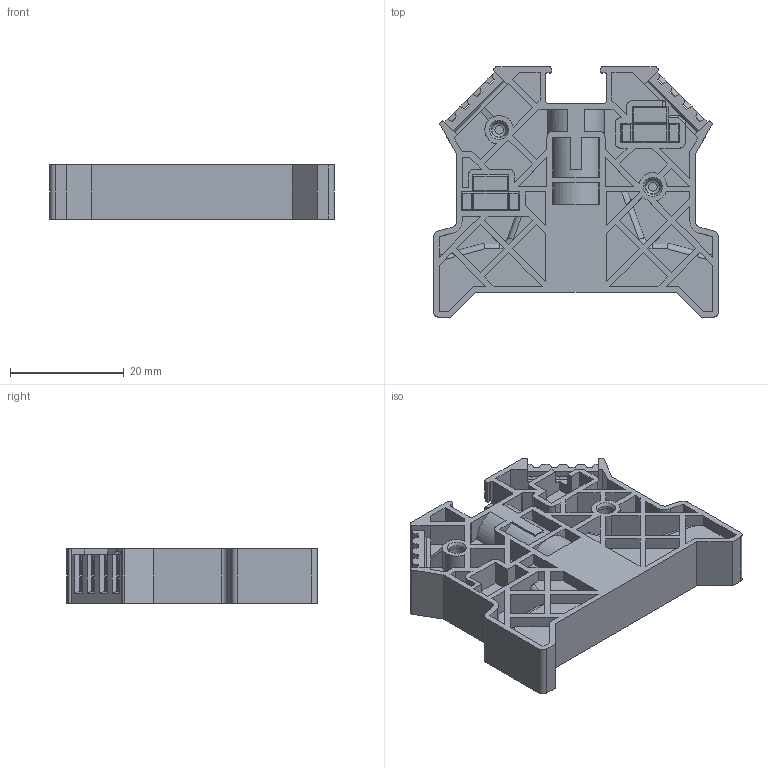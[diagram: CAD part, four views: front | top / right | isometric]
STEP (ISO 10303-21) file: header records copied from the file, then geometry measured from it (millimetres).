
FILE_DESCRIPTION(/* description */ (''),/* implementation_level */ '2;1');
FILE_NAME(/* name */ '2828_0_ES35_K_ST_iso.stp',/* time_stamp */ '2010-08-23T13:07:10+02:00',/* author */ (''),/* organization */ (''),/* preprocessor_version */ 'ST-DEVELOPER v11',/* originating_system */ 'SIEMENS UGS NX 6.0',/* authorisation */ '');
FILE_SCHEMA (('AUTOMOTIVE_DESIGN { 1 0 10303 214 1 1 1 1 }'));
Length unit declared in the file: millimetre
Products named in the file (1): es35_kst_gh
Bounding box: 50 x 44 x 9.5 mm (x, y, z)
Volume: 9220.5 mm3; surface area: 11270.9 mm2
Topology: 1 solids, 1 shells, 816 faces, 2150 edges, 1386 vertices
Faces by surface type: plane 680, cylinder 119, torus 12, cone 4, sphere 1
Full cylindrical faces by diameter (mm): 2.5 x2, 2.75 x2, 2.95 x2, 8 x1
Entity records: 24844 total; most frequent: CARTESIAN_POINT 4686, ORIENTED_EDGE 4262, DIRECTION 3913, EDGE_CURVE 2131, LINE 1851, VECTOR 1851, VERTEX_POINT 1383, AXIS2_PLACEMENT_3D 1031
